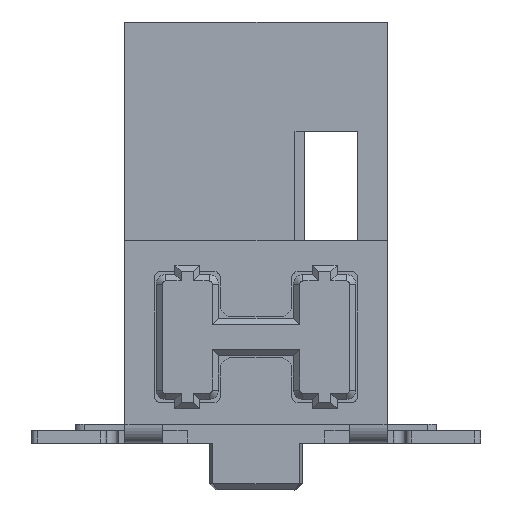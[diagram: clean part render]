
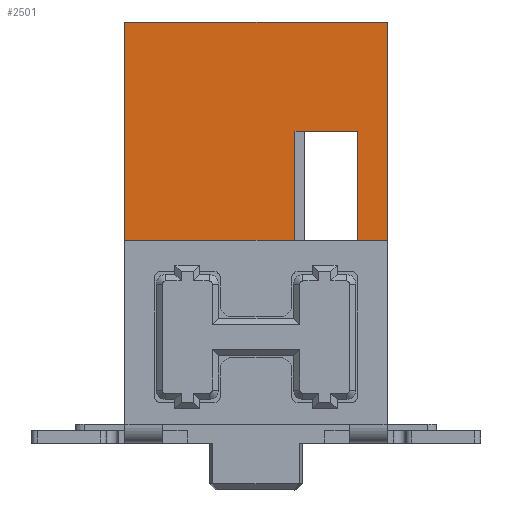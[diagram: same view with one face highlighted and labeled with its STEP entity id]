
A CAD part, left-side view. The second image highlights one B-rep face of the part: STEP entity #2501.
In plain terms, the highlighted planar face has unit normal (-1, 0, 0).
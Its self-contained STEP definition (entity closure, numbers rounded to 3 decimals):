
#1197 = VERTEX_POINT('',#1198);
#1198 = CARTESIAN_POINT('',(-2.01,4.9,3.25));
#1204 = EDGE_CURVE('',#1197,#1205,#1207,.T.);
#1205 = VERTEX_POINT('',#1206);
#1206 = CARTESIAN_POINT('',(-2.01,4.9,6.75));
#1207 = LINE('',#1208,#1209);
#1208 = CARTESIAN_POINT('',(-2.01,4.9,3.25));
#1209 = VECTOR('',#1210,1.);
#1210 = DIRECTION('',(0.,0.,1.));
#2416 = VERTEX_POINT('',#2417);
#2417 = CARTESIAN_POINT('',(-2.01,0.7,6.75));
#2423 = EDGE_CURVE('',#1205,#2416,#2424,.T.);
#2424 = LINE('',#2425,#2426);
#2425 = CARTESIAN_POINT('',(-2.01,4.9,6.75));
#2426 = VECTOR('',#2427,1.);
#2427 = DIRECTION('',(0.,-1.,0.));
#2501 = ADVANCED_FACE('',(#2502),#2552,.T.);
#2502 = FACE_BOUND('',#2503,.F.);
#2503 = EDGE_LOOP('',(#2504,#2514,#2520,#2521,#2522,#2530,#2538,#2546));
#2504 = ORIENTED_EDGE('',*,*,#2505,.F.);
#2505 = EDGE_CURVE('',#2506,#2508,#2510,.T.);
#2506 = VERTEX_POINT('',#2507);
#2507 = CARTESIAN_POINT('',(-2.01,2.175,3.25));
#2508 = VERTEX_POINT('',#2509);
#2509 = CARTESIAN_POINT('',(-2.01,2.175,5.));
#2510 = LINE('',#2511,#2512);
#2511 = CARTESIAN_POINT('',(-2.01,2.175,3.25));
#2512 = VECTOR('',#2513,1.);
#2513 = DIRECTION('',(0.,0.,1.));
#2514 = ORIENTED_EDGE('',*,*,#2515,.T.);
#2515 = EDGE_CURVE('',#2506,#1197,#2516,.T.);
#2516 = LINE('',#2517,#2518);
#2517 = CARTESIAN_POINT('',(-2.01,2.175,3.25));
#2518 = VECTOR('',#2519,1.);
#2519 = DIRECTION('',(0.,1.,0.));
#2520 = ORIENTED_EDGE('',*,*,#1204,.T.);
#2521 = ORIENTED_EDGE('',*,*,#2423,.T.);
#2522 = ORIENTED_EDGE('',*,*,#2523,.F.);
#2523 = EDGE_CURVE('',#2524,#2416,#2526,.T.);
#2524 = VERTEX_POINT('',#2525);
#2525 = CARTESIAN_POINT('',(-2.01,0.7,3.25));
#2526 = LINE('',#2527,#2528);
#2527 = CARTESIAN_POINT('',(-2.01,0.7,3.25));
#2528 = VECTOR('',#2529,1.);
#2529 = DIRECTION('',(0.,0.,1.));
#2530 = ORIENTED_EDGE('',*,*,#2531,.T.);
#2531 = EDGE_CURVE('',#2524,#2532,#2534,.T.);
#2532 = VERTEX_POINT('',#2533);
#2533 = CARTESIAN_POINT('',(-2.01,1.175,3.25));
#2534 = LINE('',#2535,#2536);
#2535 = CARTESIAN_POINT('',(-2.01,0.7,3.25));
#2536 = VECTOR('',#2537,1.);
#2537 = DIRECTION('',(0.,1.,0.));
#2538 = ORIENTED_EDGE('',*,*,#2539,.T.);
#2539 = EDGE_CURVE('',#2532,#2540,#2542,.T.);
#2540 = VERTEX_POINT('',#2541);
#2541 = CARTESIAN_POINT('',(-2.01,1.175,5.));
#2542 = LINE('',#2543,#2544);
#2543 = CARTESIAN_POINT('',(-2.01,1.175,3.25));
#2544 = VECTOR('',#2545,1.);
#2545 = DIRECTION('',(0.,0.,1.));
#2546 = ORIENTED_EDGE('',*,*,#2547,.T.);
#2547 = EDGE_CURVE('',#2540,#2508,#2548,.T.);
#2548 = LINE('',#2549,#2550);
#2549 = CARTESIAN_POINT('',(-2.01,1.175,5.));
#2550 = VECTOR('',#2551,1.);
#2551 = DIRECTION('',(0.,1.,0.));
#2552 = PLANE('',#2553);
#2553 = AXIS2_PLACEMENT_3D('',#2554,#2555,#2556);
#2554 = CARTESIAN_POINT('',(-2.01,4.9,3.25));
#2555 = DIRECTION('',(-1.,0.,0.));
#2556 = DIRECTION('',(0.,-1.,0.));
